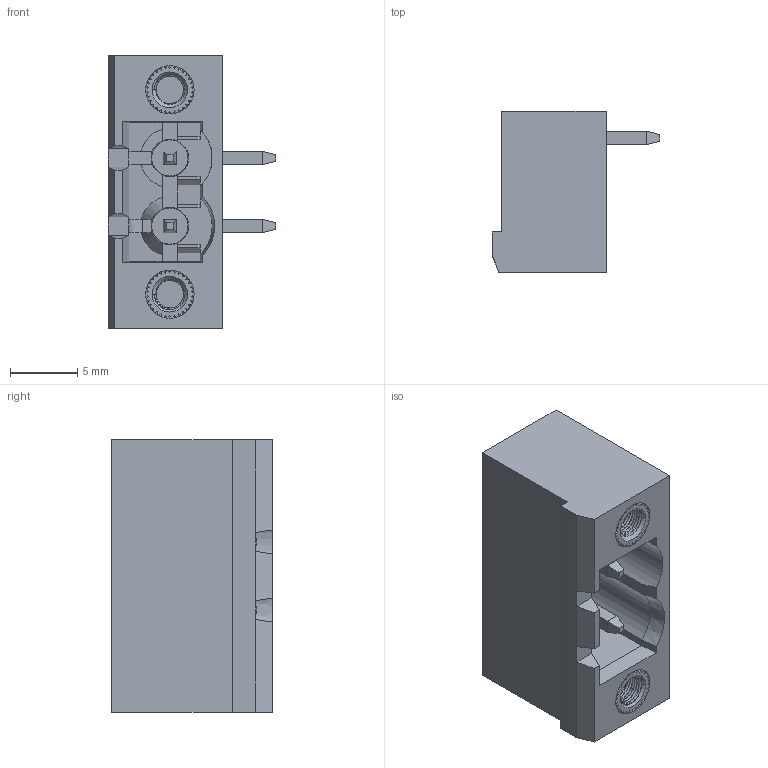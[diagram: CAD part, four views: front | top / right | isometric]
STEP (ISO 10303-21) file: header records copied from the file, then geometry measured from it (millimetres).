
FILE_DESCRIPTION((''),'2;1');
FILE_NAME('WJ2EDGRM-508-2P','2017-03-16T',('QZY'),(''),'CREO PARAMETRIC BY PTC INC, 2014440','CREO PARAMETRIC BY PTC INC, 2014440','');
FILE_SCHEMA(('CONFIG_CONTROL_DESIGN'));
Length unit declared in the file: millimetre
Products named in the file (1): WJ2EDGRM-508-2P
Bounding box: 12.5 x 12 x 20.32 mm (x, y, z)
Volume: 1147.5 mm3; surface area: 2099.6 mm2
Topology: 1 solids, 1 shells, 544 faces, 1669 edges, 1081 vertices
Faces by surface type: plane 323, cylinder 98, cone 83, bspline 36, sphere 4
Entity records: 28400 total; most frequent: CARTESIAN_POINT 14103, ORIENTED_EDGE 3330, DIRECTION 2468, EDGE_CURVE 1665, VERTEX_POINT 1081, VECTOR 922, LINE 922, AXIS2_PLACEMENT_3D 773
